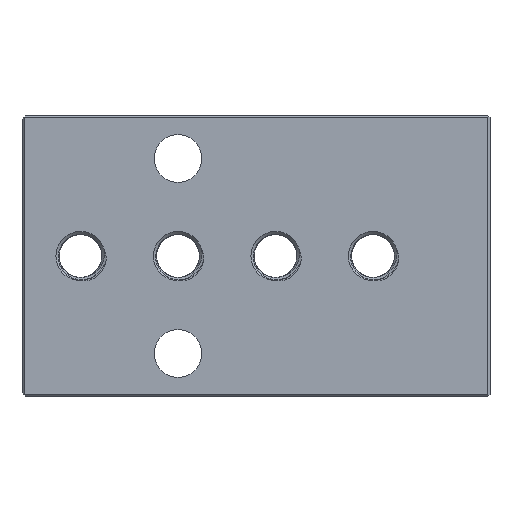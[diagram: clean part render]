
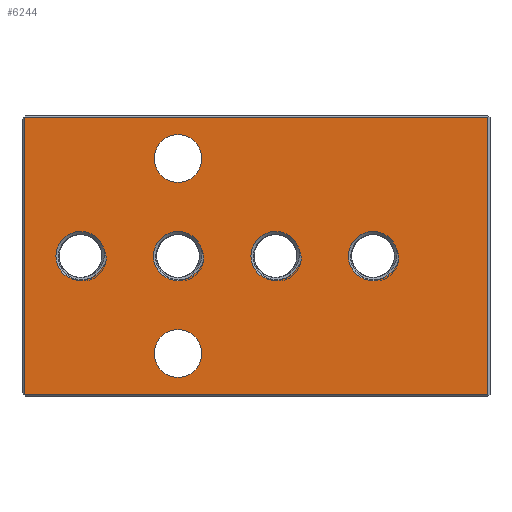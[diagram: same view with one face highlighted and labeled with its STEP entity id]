
A CAD part, front view. The second image highlights one B-rep face of the part: STEP entity #6244.
In plain terms, the highlighted planar face has unit normal (0, -1, 0).
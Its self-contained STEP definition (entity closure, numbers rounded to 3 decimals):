
#925=CARTESIAN_POINT('',(-49.467,0.,18.852));
#926=CARTESIAN_POINT('',(-49.408,0.,18.716));
#927=CARTESIAN_POINT('',(-49.306,0.,18.432));
#928=CARTESIAN_POINT('',(-49.211,0.,17.955));
#929=CARTESIAN_POINT('',(-49.196,0.,17.618));
#930=CARTESIAN_POINT('',(-49.202,0.,17.444));
#932=CARTESIAN_POINT('',(-52.5,0.,18.));
#933=DIRECTION('',(0.,1.,0.));
#934=DIRECTION('',(0.79,0.,-0.613));
#935=AXIS2_PLACEMENT_3D('',#932,#933,#934);
#937=CARTESIAN_POINT('',(-49.202,0.,17.444));
#938=CARTESIAN_POINT('',(-49.254,0.,17.268));
#939=CARTESIAN_POINT('',(-49.383,0.,16.93));
#940=CARTESIAN_POINT('',(-49.662,0.,16.46));
#941=CARTESIAN_POINT('',(-49.888,0.,16.193));
#942=CARTESIAN_POINT('',(-50.011,0.,16.069));
#944=CARTESIAN_POINT('',(-36.967,0.,18.852));
#945=CARTESIAN_POINT('',(-36.908,0.,18.716));
#946=CARTESIAN_POINT('',(-36.806,0.,18.432));
#947=CARTESIAN_POINT('',(-36.711,0.,17.955));
#948=CARTESIAN_POINT('',(-36.696,0.,17.618));
#949=CARTESIAN_POINT('',(-36.702,0.,17.444));
#951=CARTESIAN_POINT('',(-40.,0.,18.));
#952=DIRECTION('',(0.,1.,0.));
#953=DIRECTION('',(0.79,0.,-0.613));
#954=AXIS2_PLACEMENT_3D('',#951,#952,#953);
#956=CARTESIAN_POINT('',(-36.702,0.,17.444));
#957=CARTESIAN_POINT('',(-36.754,0.,17.268));
#958=CARTESIAN_POINT('',(-36.883,0.,16.93));
#959=CARTESIAN_POINT('',(-37.162,0.,16.46));
#960=CARTESIAN_POINT('',(-37.388,0.,16.193));
#961=CARTESIAN_POINT('',(-37.511,0.,16.069));
#963=CARTESIAN_POINT('',(-24.467,0.,18.852));
#964=CARTESIAN_POINT('',(-24.408,0.,18.716));
#965=CARTESIAN_POINT('',(-24.306,0.,18.432));
#966=CARTESIAN_POINT('',(-24.211,0.,17.955));
#967=CARTESIAN_POINT('',(-24.196,0.,17.618));
#968=CARTESIAN_POINT('',(-24.202,0.,17.444));
#970=CARTESIAN_POINT('',(-27.5,0.,18.));
#971=DIRECTION('',(0.,1.,0.));
#972=DIRECTION('',(0.79,0.,-0.613));
#973=AXIS2_PLACEMENT_3D('',#970,#971,#972);
#975=CARTESIAN_POINT('',(-24.202,0.,17.444));
#976=CARTESIAN_POINT('',(-24.254,0.,17.268));
#977=CARTESIAN_POINT('',(-24.383,0.,16.93));
#978=CARTESIAN_POINT('',(-24.662,0.,16.46));
#979=CARTESIAN_POINT('',(-24.888,0.,16.193));
#980=CARTESIAN_POINT('',(-25.011,0.,16.069));
#982=CARTESIAN_POINT('',(-11.967,0.,18.852));
#983=CARTESIAN_POINT('',(-11.908,0.,18.716));
#984=CARTESIAN_POINT('',(-11.806,0.,18.432));
#985=CARTESIAN_POINT('',(-11.711,0.,17.955));
#986=CARTESIAN_POINT('',(-11.696,0.,17.618));
#987=CARTESIAN_POINT('',(-11.702,0.,17.444));
#989=CARTESIAN_POINT('',(-15.,0.,18.));
#990=DIRECTION('',(0.,1.,0.));
#991=DIRECTION('',(0.79,0.,-0.613));
#992=AXIS2_PLACEMENT_3D('',#989,#990,#991);
#994=CARTESIAN_POINT('',(-11.702,0.,17.444));
#995=CARTESIAN_POINT('',(-11.754,0.,17.268));
#996=CARTESIAN_POINT('',(-11.883,0.,16.93));
#997=CARTESIAN_POINT('',(-12.162,0.,16.46));
#998=CARTESIAN_POINT('',(-12.388,0.,16.193));
#999=CARTESIAN_POINT('',(-12.511,0.,16.069));
#1001=CARTESIAN_POINT('',(-40.,0.,5.5));
#1002=DIRECTION('',(0.,-1.,0.));
#1003=DIRECTION('',(0.,0.,1.));
#1004=AXIS2_PLACEMENT_3D('',#1001,#1002,#1003);
#1006=CARTESIAN_POINT('',(-40.,0.,5.5));
#1007=DIRECTION('',(0.,-1.,0.));
#1008=DIRECTION('',(0.,0.,-1.));
#1009=AXIS2_PLACEMENT_3D('',#1006,#1007,#1008);
#1011=CARTESIAN_POINT('',(-40.,0.,30.5));
#1012=DIRECTION('',(0.,-1.,0.));
#1013=DIRECTION('',(0.,0.,1.));
#1014=AXIS2_PLACEMENT_3D('',#1011,#1012,#1013);
#1016=CARTESIAN_POINT('',(-40.,0.,30.5));
#1017=DIRECTION('',(0.,-1.,0.));
#1018=DIRECTION('',(0.,0.,-1.));
#1019=AXIS2_PLACEMENT_3D('',#1016,#1017,#1018);
#1021=DIRECTION('',(-1.,0.,0.));
#1022=VECTOR('',#1021,59.4);
#1023=CARTESIAN_POINT('',(-0.3,0.,0.3));
#1024=LINE('',#1023,#1022);
#1025=DIRECTION('',(0.,0.,-1.));
#1026=VECTOR('',#1025,35.4);
#1027=CARTESIAN_POINT('',(-59.7,0.,35.7));
#1028=LINE('',#1027,#1026);
#1029=DIRECTION('',(1.,0.,0.));
#1030=VECTOR('',#1029,59.4);
#1031=CARTESIAN_POINT('',(-59.7,0.,35.7));
#1032=LINE('',#1031,#1030);
#1033=DIRECTION('',(0.,0.,-1.));
#1034=VECTOR('',#1033,35.4);
#1035=CARTESIAN_POINT('',(-0.3,0.,35.7));
#1036=LINE('',#1035,#1034);
#1037=CARTESIAN_POINT('',(-52.5,0.,18.));
#1038=DIRECTION('',(0.,1.,0.));
#1039=DIRECTION('',(0.,0.,-1.));
#1040=AXIS2_PLACEMENT_3D('',#1037,#1038,#1039);
#1547=CARTESIAN_POINT('',(-36.702,0.,17.444));
#1635=CARTESIAN_POINT('',(-40.,0.,18.));
#1636=DIRECTION('',(0.,1.,0.));
#1637=DIRECTION('',(0.,0.,-1.));
#1638=AXIS2_PLACEMENT_3D('',#1635,#1636,#1637);
#2416=CARTESIAN_POINT('',(-24.202,0.,17.444));
#2504=CARTESIAN_POINT('',(-27.5,0.,18.));
#2505=DIRECTION('',(0.,1.,0.));
#2506=DIRECTION('',(0.,0.,-1.));
#2507=AXIS2_PLACEMENT_3D('',#2504,#2505,#2506);
#3285=CARTESIAN_POINT('',(-11.702,0.,17.444));
#3373=CARTESIAN_POINT('',(-15.,0.,18.));
#3374=DIRECTION('',(0.,1.,0.));
#3375=DIRECTION('',(0.,0.,-1.));
#3376=AXIS2_PLACEMENT_3D('',#3373,#3374,#3375);
#4494=VERTEX_POINT('',#925);
#4495=VERTEX_POINT('',#930);
#4496=VERTEX_POINT('',#942);
#4531=CARTESIAN_POINT('',(-52.5,0.,14.85));
#4532=VERTEX_POINT('',#4531);
#4541=VERTEX_POINT('',#1547);
#4553=VERTEX_POINT('',#2416);
#4565=VERTEX_POINT('',#3285);
#4577=VERTEX_POINT('',#944);
#4578=VERTEX_POINT('',#961);
#4609=CARTESIAN_POINT('',(-40.,0.,14.85));
#4610=VERTEX_POINT('',#4609);
#4619=VERTEX_POINT('',#963);
#4620=VERTEX_POINT('',#980);
#4651=CARTESIAN_POINT('',(-27.5,0.,14.85));
#4652=VERTEX_POINT('',#4651);
#4661=VERTEX_POINT('',#982);
#4662=VERTEX_POINT('',#999);
#4693=CARTESIAN_POINT('',(-15.,0.,14.85));
#4694=VERTEX_POINT('',#4693);
#4697=CARTESIAN_POINT('',(-40.,0.,8.55));
#4698=CARTESIAN_POINT('',(-40.,0.,2.45));
#4699=VERTEX_POINT('',#4697);
#4700=VERTEX_POINT('',#4698);
#4701=CARTESIAN_POINT('',(-40.,0.,33.55));
#4702=CARTESIAN_POINT('',(-40.,0.,27.45));
#4703=VERTEX_POINT('',#4701);
#4704=VERTEX_POINT('',#4702);
#4793=CARTESIAN_POINT('',(-0.3,0.,0.3));
#4794=CARTESIAN_POINT('',(-59.7,0.,0.3));
#4795=VERTEX_POINT('',#4793);
#4796=VERTEX_POINT('',#4794);
#4821=CARTESIAN_POINT('',(-0.3,0.,35.7));
#4822=VERTEX_POINT('',#4821);
#4827=CARTESIAN_POINT('',(-59.7,0.,35.7));
#4828=VERTEX_POINT('',#4827);
#6179=CARTESIAN_POINT('',(-60.,0.,0.));
#6180=DIRECTION('',(0.,-1.,0.));
#6181=DIRECTION('',(1.,0.,0.));
#6182=AXIS2_PLACEMENT_3D('',#6179,#6180,#6181);
#6183=PLANE('',#6182);
#6184=ORIENTED_EDGE('',*,*,#5355,.T.);
#6186=ORIENTED_EDGE('',*,*,#6185,.F.);
#6188=ORIENTED_EDGE('',*,*,#6187,.T.);
#6190=ORIENTED_EDGE('',*,*,#6189,.T.);
#6191=EDGE_LOOP('',(#6184,#6186,#6188,#6190));
#6192=FACE_OUTER_BOUND('',#6191,.F.);
#6194=ORIENTED_EDGE('',*,*,#6193,.F.);
#6196=ORIENTED_EDGE('',*,*,#6195,.F.);
#6198=ORIENTED_EDGE('',*,*,#6197,.F.);
#6200=ORIENTED_EDGE('',*,*,#6199,.F.);
#6201=EDGE_LOOP('',(#6194,#6196,#6198,#6200));
#6202=FACE_BOUND('',#6201,.F.);
#6204=ORIENTED_EDGE('',*,*,#6203,.F.);
#6206=ORIENTED_EDGE('',*,*,#6205,.F.);
#6208=ORIENTED_EDGE('',*,*,#6207,.F.);
#6210=ORIENTED_EDGE('',*,*,#6209,.F.);
#6211=EDGE_LOOP('',(#6204,#6206,#6208,#6210));
#6212=FACE_BOUND('',#6211,.F.);
#6214=ORIENTED_EDGE('',*,*,#6213,.F.);
#6216=ORIENTED_EDGE('',*,*,#6215,.F.);
#6218=ORIENTED_EDGE('',*,*,#6217,.F.);
#6220=ORIENTED_EDGE('',*,*,#6219,.F.);
#6221=EDGE_LOOP('',(#6214,#6216,#6218,#6220));
#6222=FACE_BOUND('',#6221,.F.);
#6224=ORIENTED_EDGE('',*,*,#6223,.T.);
#6226=ORIENTED_EDGE('',*,*,#6225,.T.);
#6227=EDGE_LOOP('',(#6224,#6226));
#6228=FACE_BOUND('',#6227,.F.);
#6230=ORIENTED_EDGE('',*,*,#6229,.T.);
#6232=ORIENTED_EDGE('',*,*,#6231,.T.);
#6233=EDGE_LOOP('',(#6230,#6232));
#6234=FACE_BOUND('',#6233,.F.);
#6235=ORIENTED_EDGE('',*,*,#6157,.F.);
#6237=ORIENTED_EDGE('',*,*,#6236,.F.);
#6239=ORIENTED_EDGE('',*,*,#6238,.F.);
#6241=ORIENTED_EDGE('',*,*,#6240,.F.);
#6242=EDGE_LOOP('',(#6235,#6237,#6239,#6241));
#6243=FACE_BOUND('',#6242,.F.);
#6244=ADVANCED_FACE('',(#6192,#6202,#6212,#6222,#6228,#6234,#6243),#6183,.T.);
#931=B_SPLINE_CURVE_WITH_KNOTS('',3,(#925,#926,#927,#928,#929,#930),
.UNSPECIFIED.,.F.,.F.,(4,1,1,4),(0.,0.333,0.667,1.),
.UNSPECIFIED.);
#936=CIRCLE('',#935,3.15);
#943=B_SPLINE_CURVE_WITH_KNOTS('',3,(#937,#938,#939,#940,#941,#942),
.UNSPECIFIED.,.F.,.F.,(4,1,1,4),(0.,0.333,0.667,1.),
.UNSPECIFIED.);
#950=B_SPLINE_CURVE_WITH_KNOTS('',3,(#944,#945,#946,#947,#948,#949),
.UNSPECIFIED.,.F.,.F.,(4,1,1,4),(0.,0.333,0.667,1.),
.UNSPECIFIED.);
#955=CIRCLE('',#954,3.15);
#962=B_SPLINE_CURVE_WITH_KNOTS('',3,(#956,#957,#958,#959,#960,#961),
.UNSPECIFIED.,.F.,.F.,(4,1,1,4),(0.,0.333,0.667,1.),
.UNSPECIFIED.);
#969=B_SPLINE_CURVE_WITH_KNOTS('',3,(#963,#964,#965,#966,#967,#968),
.UNSPECIFIED.,.F.,.F.,(4,1,1,4),(0.,0.333,0.667,1.),
.UNSPECIFIED.);
#974=CIRCLE('',#973,3.15);
#981=B_SPLINE_CURVE_WITH_KNOTS('',3,(#975,#976,#977,#978,#979,#980),
.UNSPECIFIED.,.F.,.F.,(4,1,1,4),(0.,0.333,0.667,1.),
.UNSPECIFIED.);
#988=B_SPLINE_CURVE_WITH_KNOTS('',3,(#982,#983,#984,#985,#986,#987),
.UNSPECIFIED.,.F.,.F.,(4,1,1,4),(0.,0.333,0.667,1.),
.UNSPECIFIED.);
#993=CIRCLE('',#992,3.15);
#1000=B_SPLINE_CURVE_WITH_KNOTS('',3,(#994,#995,#996,#997,#998,#999),
.UNSPECIFIED.,.F.,.F.,(4,1,1,4),(0.,0.333,0.667,1.),
.UNSPECIFIED.);
#1005=CIRCLE('',#1004,3.05);
#1010=CIRCLE('',#1009,3.05);
#1015=CIRCLE('',#1014,3.05);
#1020=CIRCLE('',#1019,3.05);
#1041=CIRCLE('',#1040,3.15);
#1639=CIRCLE('',#1638,3.15);
#2508=CIRCLE('',#2507,3.15);
#3377=CIRCLE('',#3376,3.15);
#5355=EDGE_CURVE('',#4795,#4796,#1024,.T.);
#6157=EDGE_CURVE('',#4494,#4495,#931,.T.);
#6185=EDGE_CURVE('',#4828,#4796,#1028,.T.);
#6187=EDGE_CURVE('',#4828,#4822,#1032,.T.);
#6189=EDGE_CURVE('',#4822,#4795,#1036,.T.);
#6193=EDGE_CURVE('',#4577,#4541,#950,.T.);
#6195=EDGE_CURVE('',#4610,#4577,#1639,.T.);
#6197=EDGE_CURVE('',#4578,#4610,#955,.T.);
#6199=EDGE_CURVE('',#4541,#4578,#962,.T.);
#6203=EDGE_CURVE('',#4619,#4553,#969,.T.);
#6205=EDGE_CURVE('',#4652,#4619,#2508,.T.);
#6207=EDGE_CURVE('',#4620,#4652,#974,.T.);
#6209=EDGE_CURVE('',#4553,#4620,#981,.T.);
#6213=EDGE_CURVE('',#4661,#4565,#988,.T.);
#6215=EDGE_CURVE('',#4694,#4661,#3377,.T.);
#6217=EDGE_CURVE('',#4662,#4694,#993,.T.);
#6219=EDGE_CURVE('',#4565,#4662,#1000,.T.);
#6223=EDGE_CURVE('',#4699,#4700,#1005,.T.);
#6225=EDGE_CURVE('',#4700,#4699,#1010,.T.);
#6229=EDGE_CURVE('',#4703,#4704,#1015,.T.);
#6231=EDGE_CURVE('',#4704,#4703,#1020,.T.);
#6236=EDGE_CURVE('',#4532,#4494,#1041,.T.);
#6238=EDGE_CURVE('',#4496,#4532,#936,.T.);
#6240=EDGE_CURVE('',#4495,#4496,#943,.T.);
